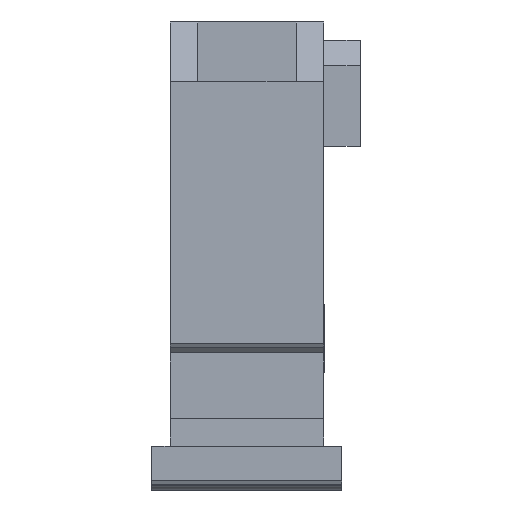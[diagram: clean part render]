
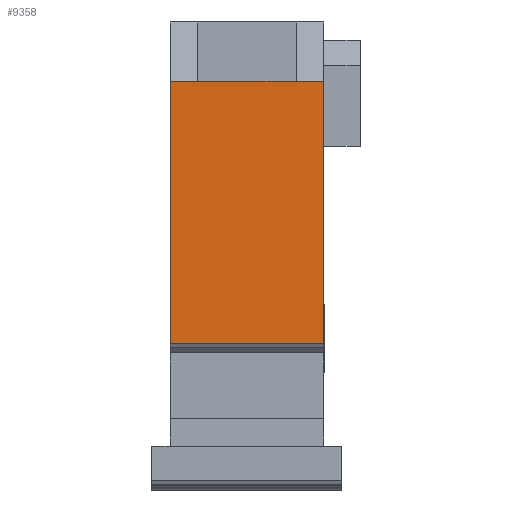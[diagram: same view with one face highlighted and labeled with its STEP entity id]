
A CAD part, left-side view. The second image highlights one B-rep face of the part: STEP entity #9358.
In plain terms, the highlighted planar face has unit normal (-1, 0, 0).
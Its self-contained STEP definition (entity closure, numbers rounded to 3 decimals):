
#5424=CARTESIAN_POINT('',(-14.6,2.1,-2.4));
#5425=VERTEX_POINT('',#5424);
#5432=CARTESIAN_POINT('',(-14.6,2.1,4.78));
#5433=VERTEX_POINT('',#5432);
#5434=CARTESIAN_POINT('',(-14.6,2.1,-2.4));
#5435=DIRECTION('',(0.,0.,1.));
#5436=VECTOR('',#5435,7.18);
#5437=LINE('',#5434,#5436);
#5438=EDGE_CURVE('',#5425,#5433,#5437,.T.);
#5817=CARTESIAN_POINT('',(-14.6,-2.1,4.78));
#5818=VERTEX_POINT('',#5817);
#5825=CARTESIAN_POINT('',(-14.6,-2.1,-2.4));
#5826=VERTEX_POINT('',#5825);
#5827=CARTESIAN_POINT('',(-14.6,-2.1,4.78));
#5828=DIRECTION('',(0.,0.,-1.));
#5829=VECTOR('',#5828,7.18);
#5830=LINE('',#5827,#5829);
#5831=EDGE_CURVE('',#5818,#5826,#5830,.T.);
#9315=CARTESIAN_POINT('',(-14.6,-2.1,-2.4));
#9316=DIRECTION('',(0.,1.,0.));
#9317=VECTOR('',#9316,4.2);
#9318=LINE('',#9315,#9317);
#9319=EDGE_CURVE('',#5826,#5425,#9318,.T.);
#9326=CARTESIAN_POINT('',(-14.6,0.,-0.685));
#9327=DIRECTION('',(0.,-1.,0.));
#9328=DIRECTION('',(-1.,0.,0.));
#9329=AXIS2_PLACEMENT_3D('',#9326,#9328,#9327);
#9330=PLANE('',#9329);
#9331=ORIENTED_EDGE('',*,*,#9319,.F.);
#9332=ORIENTED_EDGE('',*,*,#5831,.F.);
#9333=CARTESIAN_POINT('',(-14.6,-1.35,4.78));
#9334=VERTEX_POINT('',#9333);
#9335=CARTESIAN_POINT('',(-14.6,-2.1,4.78));
#9336=DIRECTION('',(0.,1.,0.));
#9337=VECTOR('',#9336,0.75);
#9338=LINE('',#9335,#9337);
#9339=EDGE_CURVE('',#5818,#9334,#9338,.T.);
#9340=ORIENTED_EDGE('',*,*,#9339,.T.);
#9341=CARTESIAN_POINT('',(-14.6,1.35,4.78));
#9342=VERTEX_POINT('',#9341);
#9343=CARTESIAN_POINT('',(-14.6,-1.35,4.78));
#9344=DIRECTION('',(0.,1.,0.));
#9345=VECTOR('',#9344,2.7);
#9346=LINE('',#9343,#9345);
#9347=EDGE_CURVE('',#9334,#9342,#9346,.T.);
#9348=ORIENTED_EDGE('',*,*,#9347,.T.);
#9349=CARTESIAN_POINT('',(-14.6,1.35,4.78));
#9350=DIRECTION('',(0.,1.,0.));
#9351=VECTOR('',#9350,0.75);
#9352=LINE('',#9349,#9351);
#9353=EDGE_CURVE('',#9342,#5433,#9352,.T.);
#9354=ORIENTED_EDGE('',*,*,#9353,.T.);
#9355=ORIENTED_EDGE('',*,*,#5438,.F.);
#9356=EDGE_LOOP('',(#9331,#9332,#9340,#9348,#9354,#9355));
#9357=FACE_OUTER_BOUND('',#9356,.T.);
#9358=ADVANCED_FACE('',(#9357),#9330,.T.);
